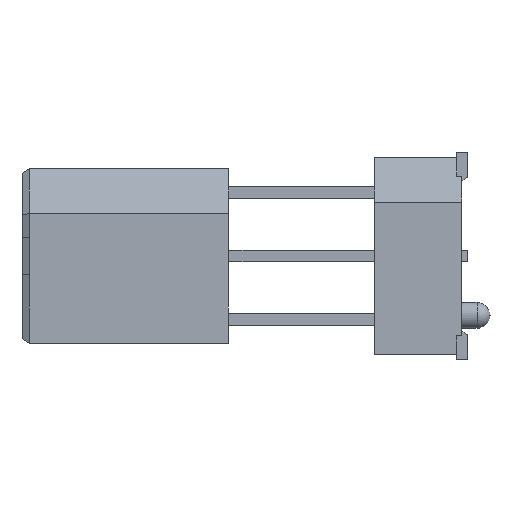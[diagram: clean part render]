
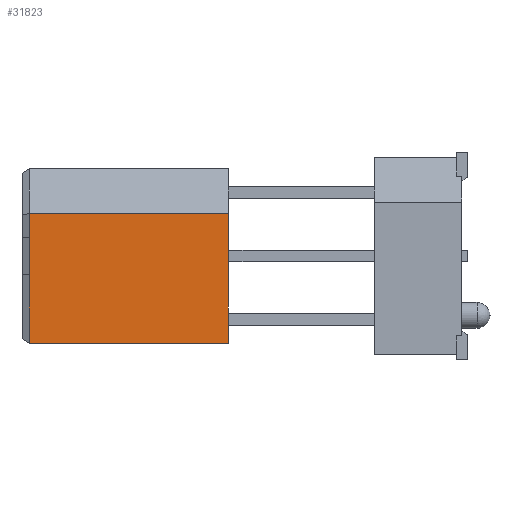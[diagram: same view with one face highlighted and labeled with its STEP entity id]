
A CAD part, left-side view. The second image highlights one B-rep face of the part: STEP entity #31823.
In plain terms, the highlighted face is planar.
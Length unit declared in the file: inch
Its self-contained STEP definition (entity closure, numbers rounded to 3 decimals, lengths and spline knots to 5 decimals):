
#5333=ORIENTED_EDGE('',*,*,#12051,.F.);
#5334=ORIENTED_EDGE('',*,*,#12052,.F.);
#5335=ORIENTED_EDGE('',*,*,#12053,.F.);
#5336=ORIENTED_EDGE('',*,*,#12054,.T.);
#12051=EDGE_CURVE('',#15837,#15838,#19681,.T.);
#12052=EDGE_CURVE('',#15839,#15837,#19682,.T.);
#12053=EDGE_CURVE('',#15840,#15839,#19683,.T.);
#12054=EDGE_CURVE('',#15840,#15838,#19684,.T.);
#15837=VERTEX_POINT('',#47290);
#15838=VERTEX_POINT('',#47291);
#15839=VERTEX_POINT('',#47293);
#15840=VERTEX_POINT('',#47295);
#19681=LINE('',#47289,#24225);
#19682=LINE('',#47292,#24226);
#19683=LINE('',#47294,#24227);
#19684=LINE('',#47296,#24228);
#24225=VECTOR('',#38652,39.37008);
#24226=VECTOR('',#38653,39.37008);
#24227=VECTOR('',#38654,39.37008);
#24228=VECTOR('',#38655,39.37008);
#27152=EDGE_LOOP('',(#5333,#5334,#5335,#5336));
#28734=FACE_BOUND('',#27152,.T.);
#30261=PLANE('',#33533);
#31823=ADVANCED_FACE('',(#28734),#30261,.F.);
#33533=AXIS2_PLACEMENT_3D('',#47288,#38650,#38651);
#38650=DIRECTION('',(-1.,0.,0.));
#38651=DIRECTION('',(0.,0.,1.));
#38652=DIRECTION('',(0.,0.,1.));
#38653=DIRECTION('',(0.,-1.,0.));
#38654=DIRECTION('',(0.,0.,-1.));
#38655=DIRECTION('',(0.,-1.,0.));
#47288=CARTESIAN_POINT('',(1.18125,0.5821,0.1175));
#47289=CARTESIAN_POINT('',(1.18125,0.3141,0.1175));
#47290=CARTESIAN_POINT('',(1.18125,0.3141,-0.0575));
#47291=CARTESIAN_POINT('',(1.18125,0.3141,0.1175));
#47292=CARTESIAN_POINT('',(1.18125,0.5821,-0.0575));
#47293=CARTESIAN_POINT('',(1.18125,0.5821,-0.0575));
#47294=CARTESIAN_POINT('',(1.18125,0.5821,0.1175));
#47295=CARTESIAN_POINT('',(1.18125,0.5821,0.1175));
#47296=CARTESIAN_POINT('',(1.18125,0.5821,0.1175));
